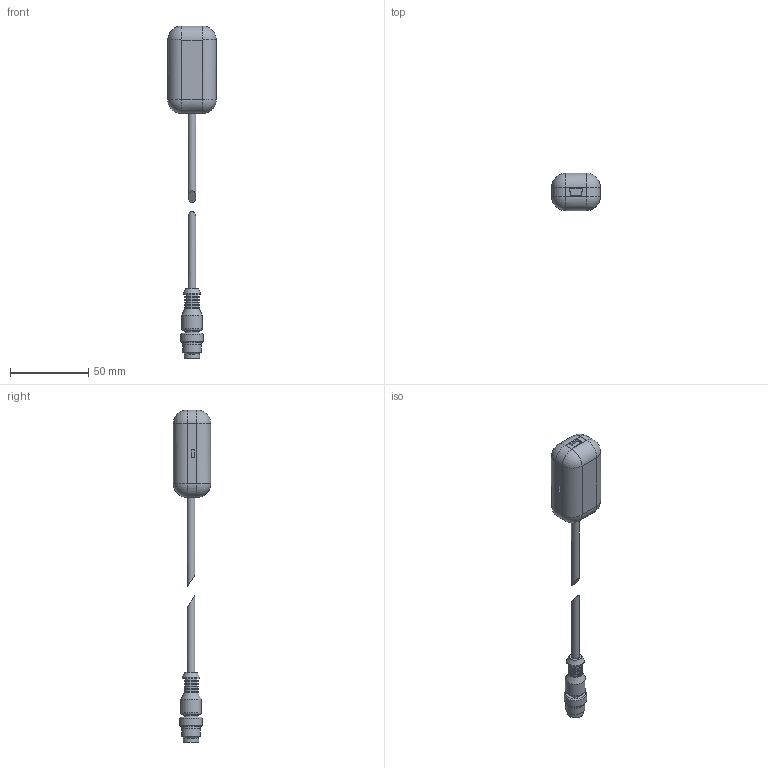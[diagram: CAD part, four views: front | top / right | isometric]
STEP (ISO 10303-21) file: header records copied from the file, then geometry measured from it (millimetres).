
FILE_DESCRIPTION(/* description */ ('STEP AP214'),/* implementation_level */ '2;1');
FILE_NAME(/* name */ '547432_NEFC-M12G5-0_3-U1G5',/* time_stamp */ '2024-09-12T22:18:53+02:00',/* author */ ('License CC BY-ND 4.0'),/* organization */ ('CADENAS'),/* preprocessor_version */ 'ST-DEVELOPER v19.3',/* originating_system */ 'PARTsolutions',/* authorisation */ ' ');
FILE_SCHEMA (('INTEGRATED_CNC_SCHEMA','AUTOMOTIVE_DESIGN {1 0 10303 214 3 1 1}'));
Length unit declared in the file: millimetre
Products named in the file (3): 547432 NEFC-M12G5-0.3-U1G5; 547432 NEFC-M12G5-0.3-U1G5-p; 576800 NEBU-M12G5-stecker
Assembly tree (2 placements, depth 2):
  547432 NEFC-M12G5-0.3-U1G5
    547432 NEFC-M12G5-0.3-U1G5-p
    576800 NEBU-M12G5-stecker
Bounding box: 31 x 24 x 212.5 mm (x, y, z)
Volume: 41084.3 mm3; surface area: 9794.6 mm2
Topology: 2 solids, 2 shells, 111 faces, 242 edges, 153 vertices
Faces by surface type: plane 46, cylinder 45, torus 9, cone 6, sphere 5
Full cylindrical faces by diameter (mm): 1 x5, 5 x2, 8 x5, 9 x4, 9.2 x2, 9.853 x1, 11.2 x1, 11.8 x1, 12 x1, 13 x1, 14.5 x1
Entity records: 3770 total; most frequent: CARTESIAN_POINT 676, DIRECTION 493, ORIENTED_EDGE 388, AXIS2_PLACEMENT_3D 202, EDGE_CURVE 194, EDGE_LOOP 165, FACE_BOUND 165, VERTEX_POINT 141
